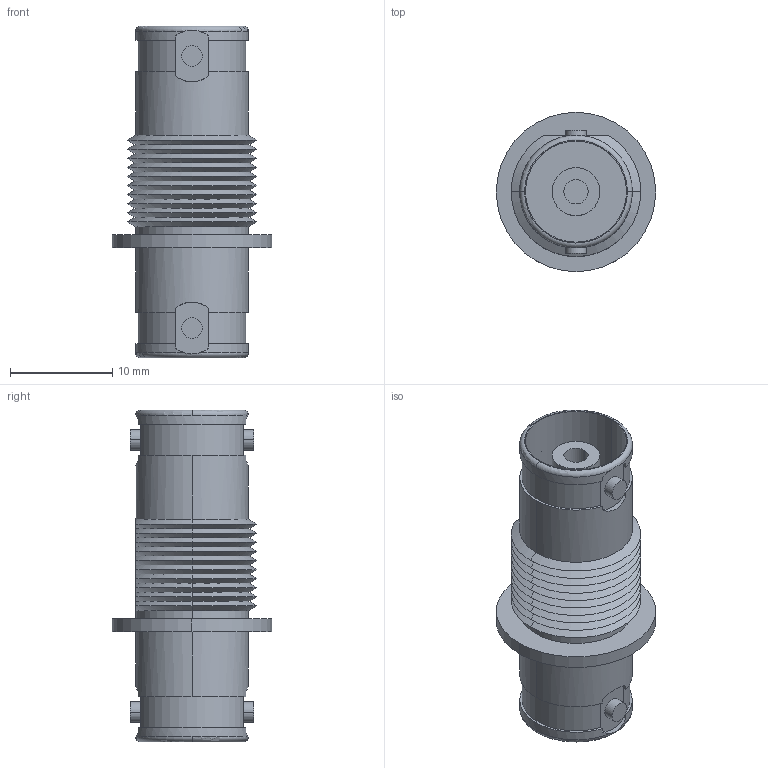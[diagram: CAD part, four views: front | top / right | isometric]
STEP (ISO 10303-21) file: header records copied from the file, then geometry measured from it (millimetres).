
FILE_DESCRIPTION (( 'STEP AP203' ), '1' );
FILE_NAME ('BA1089.STEP', '2006-06-30T19:26:39', ( ' ' ), ( ' ' ), 'SwSTEP 2.0', 'SolidWorks 2005354', '' );
FILE_SCHEMA (( 'CONFIG_CONTROL_DESIGN' ));
Length unit declared in the file: inch
Products named in the file (1): BA1089
Bounding box: 15.62 x 15.62 x 32.51 mm (x, y, z)
Volume: 2265 mm3; surface area: 2636.8 mm2
Topology: 1 solids, 1 shells, 149 faces, 361 edges, 226 vertices
Faces by surface type: cone 60, cylinder 49, plane 36, torus 4
Entity records: 4615 total; most frequent: CARTESIAN_POINT 1019, DIRECTION 768, ORIENTED_EDGE 722, EDGE_CURVE 361, AXIS2_PLACEMENT_3D 313, VERTEX_POINT 226, CIRCLE 163, EDGE_LOOP 161
